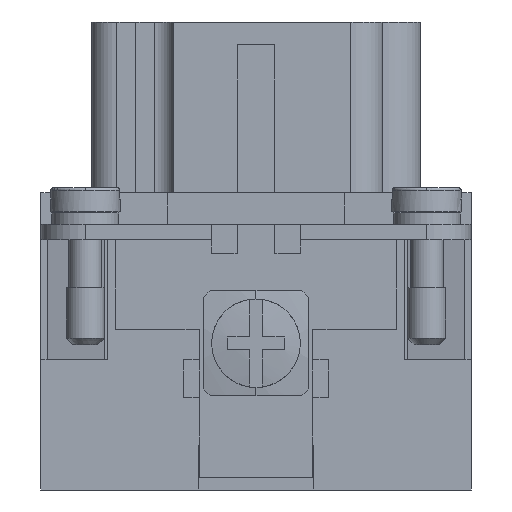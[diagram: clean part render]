
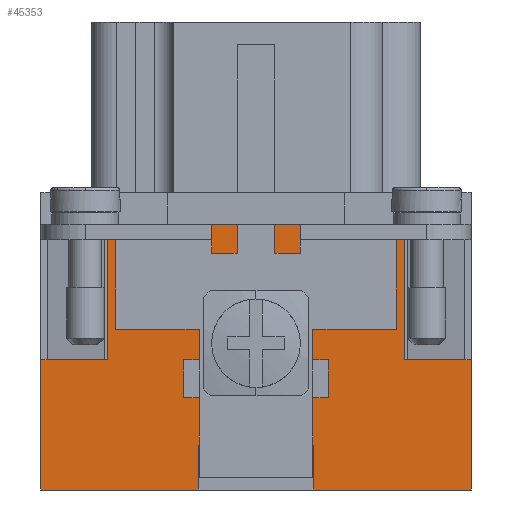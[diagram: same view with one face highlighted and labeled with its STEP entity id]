
A CAD part, left-side view. The second image highlights one B-rep face of the part: STEP entity #45353.
In plain terms, the highlighted planar face has unit normal (-1, 0, 0).
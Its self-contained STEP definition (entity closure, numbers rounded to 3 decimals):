
#16452=CARTESIAN_POINT('',(-21.4,-17.0,0.0));
#16453=VERTEX_POINT('',#16452);
#16460=CARTESIAN_POINT('',(-21.4,-4.55,0.0));
#16461=VERTEX_POINT('',#16460);
#16462=CARTESIAN_POINT('',(-21.4,-17.0,0.0));
#16463=DIRECTION('',(0.0,1.0,0.0));
#16464=VECTOR('',#16463,12.45);
#16465=LINE('',#16462,#16464);
#16466=EDGE_CURVE('',#16453,#16461,#16465,.T.);
#16516=CARTESIAN_POINT('',(-21.4,4.55,0.0));
#16517=VERTEX_POINT('',#16516);
#16524=CARTESIAN_POINT('',(-21.4,17.0,0.0));
#16525=VERTEX_POINT('',#16524);
#16526=CARTESIAN_POINT('',(-21.4,4.55,0.0));
#16527=DIRECTION('',(0.0,1.0,0.0));
#16528=VECTOR('',#16527,12.45);
#16529=LINE('',#16526,#16528);
#16530=EDGE_CURVE('',#16517,#16525,#16529,.T.);
#29760=CARTESIAN_POINT('',(-21.4,17.0,10.3));
#29761=VERTEX_POINT('',#29760);
#29762=CARTESIAN_POINT('',(-21.4,17.0,0.0));
#29763=DIRECTION('',(0.0,0.0,1.0));
#29764=VECTOR('',#29763,10.3);
#29765=LINE('',#29762,#29764);
#29766=EDGE_CURVE('',#16525,#29761,#29765,.T.);
#38009=CARTESIAN_POINT('',(-21.4,11.75,21.0));
#38010=VERTEX_POINT('',#38009);
#38017=CARTESIAN_POINT('',(-21.4,-11.75,21.0));
#38018=VERTEX_POINT('',#38017);
#38019=CARTESIAN_POINT('',(-21.4,-11.75,21.0));
#38020=DIRECTION('',(0.0,1.0,0.0));
#38021=VECTOR('',#38020,23.5);
#38022=LINE('',#38019,#38021);
#38023=EDGE_CURVE('',#38018,#38010,#38022,.T.);
#44936=CARTESIAN_POINT('',(-21.4,11.75,10.3));
#44937=VERTEX_POINT('',#44936);
#44938=CARTESIAN_POINT('',(-21.4,11.75,10.3));
#44939=DIRECTION('',(0.0,1.0,0.0));
#44940=VECTOR('',#44939,5.25);
#44941=LINE('',#44938,#44940);
#44942=EDGE_CURVE('',#44937,#29761,#44941,.T.);
#44973=CARTESIAN_POINT('',(-21.4,11.75,21.0));
#44974=DIRECTION('',(0.0,0.0,-1.0));
#44975=VECTOR('',#44974,10.7);
#44976=LINE('',#44973,#44975);
#44977=EDGE_CURVE('',#38010,#44937,#44976,.T.);
#45201=CARTESIAN_POINT('',(-21.4,-11.75,10.3));
#45202=VERTEX_POINT('',#45201);
#45211=CARTESIAN_POINT('',(-21.4,-11.75,10.3));
#45212=DIRECTION('',(0.0,0.0,1.0));
#45213=VECTOR('',#45212,10.7);
#45214=LINE('',#45211,#45213);
#45215=EDGE_CURVE('',#45202,#38018,#45214,.T.);
#45225=CARTESIAN_POINT('',(-21.4,-17.0,10.3));
#45226=VERTEX_POINT('',#45225);
#45235=CARTESIAN_POINT('',(-21.4,-17.0,10.3));
#45236=DIRECTION('',(0.0,1.0,0.0));
#45237=VECTOR('',#45236,5.25);
#45238=LINE('',#45235,#45237);
#45239=EDGE_CURVE('',#45226,#45202,#45238,.T.);
#45310=CARTESIAN_POINT('',(-21.4,-17.0,0.0));
#45311=DIRECTION('',(-1.0,0.0,0.0));
#45312=DIRECTION('',(0.0,0.0,1.0));
#45313=AXIS2_PLACEMENT_3D('',#45310,#45311,#45312);
#45314=PLANE('',#45313);
#45315=ORIENTED_EDGE('',*,*,#44977,.T.);
#45316=ORIENTED_EDGE('',*,*,#44942,.T.);
#45317=ORIENTED_EDGE('',*,*,#29766,.F.);
#45318=ORIENTED_EDGE('',*,*,#16530,.F.);
#45319=CARTESIAN_POINT('',(-21.4,4.55,3.5));
#45320=VERTEX_POINT('',#45319);
#45321=CARTESIAN_POINT('',(-21.4,4.55,0.0));
#45322=DIRECTION('',(0.0,0.0,1.0));
#45323=VECTOR('',#45322,3.5);
#45324=LINE('',#45321,#45323);
#45325=EDGE_CURVE('',#16517,#45320,#45324,.T.);
#45326=ORIENTED_EDGE('',*,*,#45325,.T.);
#45327=CARTESIAN_POINT('',(-21.4,-4.55,3.5));
#45328=VERTEX_POINT('',#45327);
#45329=CARTESIAN_POINT('',(-21.4,4.55,3.5));
#45330=DIRECTION('',(0.0,-1.0,0.0));
#45331=VECTOR('',#45330,9.1);
#45332=LINE('',#45329,#45331);
#45333=EDGE_CURVE('',#45320,#45328,#45332,.T.);
#45334=ORIENTED_EDGE('',*,*,#45333,.T.);
#45335=CARTESIAN_POINT('',(-21.4,-4.55,3.5));
#45336=DIRECTION('',(0.0,0.0,-1.0));
#45337=VECTOR('',#45336,3.5);
#45338=LINE('',#45335,#45337);
#45339=EDGE_CURVE('',#45328,#16461,#45338,.T.);
#45340=ORIENTED_EDGE('',*,*,#45339,.T.);
#45341=ORIENTED_EDGE('',*,*,#16466,.F.);
#45342=CARTESIAN_POINT('',(-21.4,-17.0,0.0));
#45343=DIRECTION('',(0.0,0.0,1.0));
#45344=VECTOR('',#45343,10.3);
#45345=LINE('',#45342,#45344);
#45346=EDGE_CURVE('',#16453,#45226,#45345,.T.);
#45347=ORIENTED_EDGE('',*,*,#45346,.T.);
#45348=ORIENTED_EDGE('',*,*,#45239,.T.);
#45349=ORIENTED_EDGE('',*,*,#45215,.T.);
#45350=ORIENTED_EDGE('',*,*,#38023,.T.);
#45351=EDGE_LOOP('',(#45315,#45316,#45317,#45318,#45326,#45334,#45340,#45341,#45347,#45348,#45349,#45350));
#45352=FACE_OUTER_BOUND('',#45351,.T.);
#45353=ADVANCED_FACE('',(#45352),#45314,.T.);
